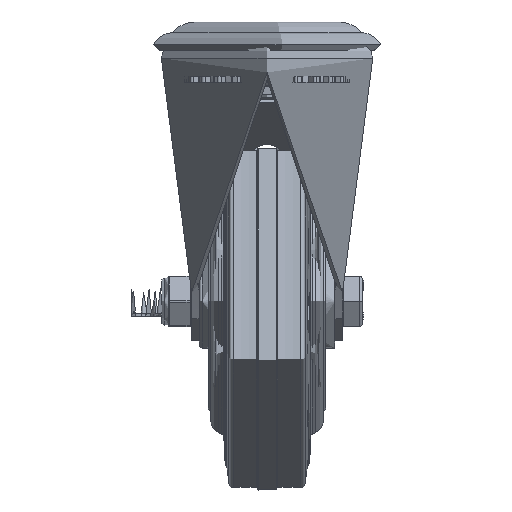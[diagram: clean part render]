
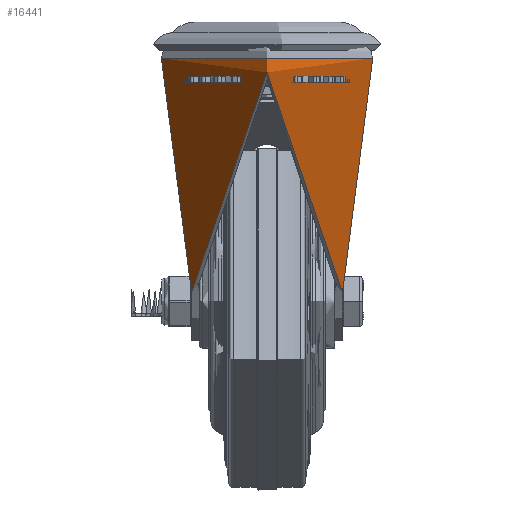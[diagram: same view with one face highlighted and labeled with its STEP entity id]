
A CAD part, left-side view. The second image highlights one B-rep face of the part: STEP entity #16441.
In plain terms, the highlighted cylindrical face has radius 35 mm (diameter 70 mm), a full revolution.
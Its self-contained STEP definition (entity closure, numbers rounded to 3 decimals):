
#450=B_SPLINE_CURVE_WITH_KNOTS('',3,(#24969,#24970,#24971,#24972,#24973,
#24974,#24975,#24976,#24977,#24978),.UNSPECIFIED.,.F.,.F.,(4,2,2,2,4),(-0.447,
-0.317,-0.188,-0.094,0.),
 .UNSPECIFIED.);
#451=B_SPLINE_CURVE_WITH_KNOTS('',3,(#24982,#24983,#24984,#24985,#24986,
#24987,#24988,#24989,#24990,#24991,#24992,#24993,#24994,#24995,#24996,#24997,
#24998,#24999,#25000,#25001,#25002,#25003,#25004,#25005,#25006,#25007,#25008,
#25009,#25010,#25011,#25012,#25013,#25014,#25015,#25016,#25017,#25018,#25019,
#25020,#25021,#25022,#25023,#25024,#25025,#25026,#25027,#25028,#25029,#25030,
#25031),.UNSPECIFIED.,.F.,.F.,(4,2,2,2,2,2,2,2,2,2,2,2,2,2,2,2,2,2,2,2,
2,2,2,2,4),(-24.922,-24.34,-23.155,-21.971,
-20.786,-19.761,-18.737,-17.712,
-16.688,-16.046,-15.403,-14.761,-14.119,
-13.477,-12.835,-12.192,-11.55,
-10.526,-9.501,-8.477,-7.452,
-6.268,-5.083,-3.898,-3.316),
 .UNSPECIFIED.);
#452=B_SPLINE_CURVE_WITH_KNOTS('',3,(#25034,#25035,#25036,#25037,#25038,
#25039,#25040,#25041,#25042,#25043),.UNSPECIFIED.,.F.,.F.,(4,2,2,2,4),(0.875,
0.969,1.063,1.192,1.321),
 .UNSPECIFIED.);
#1499=CYLINDRICAL_SURFACE('',#17846,35.);
#1982=LINE('',#24965,#3100);
#1983=LINE('',#24980,#3101);
#1984=LINE('',#25033,#3102);
#3100=VECTOR('',#20344,35.);
#3101=VECTOR('',#20347,1000.);
#3102=VECTOR('',#20348,1000.);
#4140=FACE_OUTER_BOUND('',#5153,.T.);
#5153=EDGE_LOOP('',(#12112,#12113,#12114,#12115,#12116,#12117,#12118,#12119,
#12120,#12121));
#6238=CIRCLE('',#17835,35.);
#6247=CIRCLE('',#17847,35.);
#6248=CIRCLE('',#17848,35.);
#7283=VERTEX_POINT('',#24944);
#7289=VERTEX_POINT('',#24962);
#7290=VERTEX_POINT('',#24963);
#7291=VERTEX_POINT('',#24966);
#7292=VERTEX_POINT('',#24968);
#7293=VERTEX_POINT('',#24979);
#7294=VERTEX_POINT('',#24981);
#7295=VERTEX_POINT('',#25032);
#9046=EDGE_CURVE('',#7283,#7283,#6238,.T.);
#9055=EDGE_CURVE('',#7289,#7290,#6247,.T.);
#9056=EDGE_CURVE('',#7290,#7283,#1982,.T.);
#9057=EDGE_CURVE('',#7290,#7291,#6248,.T.);
#9058=EDGE_CURVE('',#7292,#7291,#450,.F.);
#9059=EDGE_CURVE('',#7292,#7293,#1983,.T.);
#9060=EDGE_CURVE('',#7293,#7294,#451,.T.);
#9061=EDGE_CURVE('',#7294,#7295,#1984,.T.);
#9062=EDGE_CURVE('',#7289,#7295,#452,.F.);
#12112=ORIENTED_EDGE('',*,*,#9055,.T.);
#12113=ORIENTED_EDGE('',*,*,#9056,.T.);
#12114=ORIENTED_EDGE('',*,*,#9046,.F.);
#12115=ORIENTED_EDGE('',*,*,#9056,.F.);
#12116=ORIENTED_EDGE('',*,*,#9057,.T.);
#12117=ORIENTED_EDGE('',*,*,#9058,.F.);
#12118=ORIENTED_EDGE('',*,*,#9059,.T.);
#12119=ORIENTED_EDGE('',*,*,#9060,.T.);
#12120=ORIENTED_EDGE('',*,*,#9061,.T.);
#12121=ORIENTED_EDGE('',*,*,#9062,.F.);
#16441=ADVANCED_FACE('',(#4140),#1499,.T.);
#17835=AXIS2_PLACEMENT_3D('',#24945,#20318,#20319);
#17846=AXIS2_PLACEMENT_3D('',#24961,#20340,#20341);
#17847=AXIS2_PLACEMENT_3D('',#24964,#20342,#20343);
#17848=AXIS2_PLACEMENT_3D('',#24967,#20345,#20346);
#20318=DIRECTION('center_axis',(0.,0.,1.));
#20319=DIRECTION('ref_axis',(-1.,0.,0.));
#20340=DIRECTION('center_axis',(0.,0.,-1.));
#20341=DIRECTION('ref_axis',(-1.,0.,0.));
#20342=DIRECTION('center_axis',(0.,0.,1.));
#20343=DIRECTION('ref_axis',(-1.,0.,0.));
#20344=DIRECTION('',(0.,0.,1.));
#20345=DIRECTION('center_axis',(0.,0.,1.));
#20346=DIRECTION('ref_axis',(-1.,0.,0.));
#20347=DIRECTION('',(0.,0.,-1.));
#20348=DIRECTION('',(0.,0.,1.));
#24944=CARTESIAN_POINT('',(35.,0.,-2.5));
#24945=CARTESIAN_POINT('Origin',(0.,0.,-2.5));
#24961=CARTESIAN_POINT('Origin',(0.,0.,0.));
#24962=CARTESIAN_POINT('',(26.81,-22.5,-4.));
#24963=CARTESIAN_POINT('',(35.,0.,-4.));
#24964=CARTESIAN_POINT('Origin',(0.,0.,-4.));
#24965=CARTESIAN_POINT('',(35.,0.,0.));
#24966=CARTESIAN_POINT('',(26.81,22.5,-4.));
#24967=CARTESIAN_POINT('Origin',(0.,0.,-4.));
#24968=CARTESIAN_POINT('',(24.495,25.,-6.5));
#24969=CARTESIAN_POINT('Ctrl Pts',(26.81,22.5,-4.));
#24970=CARTESIAN_POINT('Ctrl Pts',(26.533,22.83,-4.));
#24971=CARTESIAN_POINT('Ctrl Pts',(26.227,23.18,-4.068));
#24972=CARTESIAN_POINT('Ctrl Pts',(25.638,23.83,-4.354));
#24973=CARTESIAN_POINT('Ctrl Pts',(25.354,24.13,-4.57));
#24974=CARTESIAN_POINT('Ctrl Pts',(24.951,24.546,-5.039));
#24975=CARTESIAN_POINT('Ctrl Pts',(24.788,24.71,-5.291));
#24976=CARTESIAN_POINT('Ctrl Pts',(24.559,24.937,-5.865));
#24977=CARTESIAN_POINT('Ctrl Pts',(24.495,25.,-6.186));
#24978=CARTESIAN_POINT('Ctrl Pts',(24.495,25.,-6.5));
#24979=CARTESIAN_POINT('',(24.495,25.,-80.081));
#24980=CARTESIAN_POINT('',(24.495,25.,-50.25));
#24981=CARTESIAN_POINT('',(24.495,-25.,-80.081));
#24982=CARTESIAN_POINT('Ctrl Pts',(24.495,25.,-80.081));
#24983=CARTESIAN_POINT('Ctrl Pts',(23.542,25.934,-78.591));
#24984=CARTESIAN_POINT('Ctrl Pts',(22.544,26.804,-77.054));
#24985=CARTESIAN_POINT('Ctrl Pts',(19.404,29.251,-72.287));
#24986=CARTESIAN_POINT('Ctrl Pts',(17.141,30.626,-68.953));
#24987=CARTESIAN_POINT('Ctrl Pts',(12.417,32.827,-62.222));
#24988=CARTESIAN_POINT('Ctrl Pts',(9.956,33.651,-58.825));
#24989=CARTESIAN_POINT('Ctrl Pts',(4.977,34.738,-52.171));
#24990=CARTESIAN_POINT('Ctrl Pts',(2.46,35.,-48.915));
#24991=CARTESIAN_POINT('Ctrl Pts',(-2.127,35.,-43.154));
#24992=CARTESIAN_POINT('Ctrl Pts',(-4.383,34.804,-40.391));
#24993=CARTESIAN_POINT('Ctrl Pts',(-9.,33.905,-34.89));
#24994=CARTESIAN_POINT('Ctrl Pts',(-11.361,33.201,-32.153));
#24995=CARTESIAN_POINT('Ctrl Pts',(-16.018,31.222,-26.892));
#24996=CARTESIAN_POINT('Ctrl Pts',(-18.315,29.946,-24.366));
#24997=CARTESIAN_POINT('Ctrl Pts',(-22.669,26.802,-19.686));
#24998=CARTESIAN_POINT('Ctrl Pts',(-24.725,24.934,-17.532));
#24999=CARTESIAN_POINT('Ctrl Pts',(-27.729,21.43,-14.44));
#25000=CARTESIAN_POINT('Ctrl Pts',(-28.866,19.893,-13.285));
#25001=CARTESIAN_POINT('Ctrl Pts',(-30.934,16.495,-11.205));
#25002=CARTESIAN_POINT('Ctrl Pts',(-31.865,14.633,-10.28));
#25003=CARTESIAN_POINT('Ctrl Pts',(-33.396,10.685,-8.769));
#25004=CARTESIAN_POINT('Ctrl Pts',(-33.998,8.593,-8.181));
#25005=CARTESIAN_POINT('Ctrl Pts',(-34.8,4.322,-7.399));
#25006=CARTESIAN_POINT('Ctrl Pts',(-35.,2.141,-7.205));
#25007=CARTESIAN_POINT('Ctrl Pts',(-35.,-2.141,-7.205));
#25008=CARTESIAN_POINT('Ctrl Pts',(-34.8,-4.322,
-7.399));
#25009=CARTESIAN_POINT('Ctrl Pts',(-33.998,-8.593,-8.181));
#25010=CARTESIAN_POINT('Ctrl Pts',(-33.396,-10.685,
-8.769));
#25011=CARTESIAN_POINT('Ctrl Pts',(-31.865,-14.633,-10.28));
#25012=CARTESIAN_POINT('Ctrl Pts',(-30.934,-16.495,
-11.205));
#25013=CARTESIAN_POINT('Ctrl Pts',(-28.866,-19.893,
-13.285));
#25014=CARTESIAN_POINT('Ctrl Pts',(-27.729,-21.43,
-14.44));
#25015=CARTESIAN_POINT('Ctrl Pts',(-24.725,-24.934,
-17.532));
#25016=CARTESIAN_POINT('Ctrl Pts',(-22.669,-26.802,
-19.686));
#25017=CARTESIAN_POINT('Ctrl Pts',(-18.315,-29.946,-24.366));
#25018=CARTESIAN_POINT('Ctrl Pts',(-16.018,-31.222,
-26.892));
#25019=CARTESIAN_POINT('Ctrl Pts',(-11.361,-33.201,
-32.153));
#25020=CARTESIAN_POINT('Ctrl Pts',(-9.,-33.905,
-34.89));
#25021=CARTESIAN_POINT('Ctrl Pts',(-4.383,-34.804,
-40.391));
#25022=CARTESIAN_POINT('Ctrl Pts',(-2.127,-35.,-43.154));
#25023=CARTESIAN_POINT('Ctrl Pts',(2.46,-35.,-48.915));
#25024=CARTESIAN_POINT('Ctrl Pts',(4.977,-34.738,-52.171));
#25025=CARTESIAN_POINT('Ctrl Pts',(9.956,-33.651,-58.825));
#25026=CARTESIAN_POINT('Ctrl Pts',(12.417,-32.827,-62.222));
#25027=CARTESIAN_POINT('Ctrl Pts',(17.141,-30.626,-68.953));
#25028=CARTESIAN_POINT('Ctrl Pts',(19.404,-29.251,-72.287));
#25029=CARTESIAN_POINT('Ctrl Pts',(22.544,-26.804,-77.054));
#25030=CARTESIAN_POINT('Ctrl Pts',(23.542,-25.934,-78.591));
#25031=CARTESIAN_POINT('Ctrl Pts',(24.495,-25.,-80.081));
#25032=CARTESIAN_POINT('',(24.495,-25.,-6.5));
#25033=CARTESIAN_POINT('',(24.495,-25.,-50.25));
#25034=CARTESIAN_POINT('Ctrl Pts',(24.495,-25.,-6.5));
#25035=CARTESIAN_POINT('Ctrl Pts',(24.495,-25.,-6.186));
#25036=CARTESIAN_POINT('Ctrl Pts',(24.559,-24.937,-5.865));
#25037=CARTESIAN_POINT('Ctrl Pts',(24.788,-24.71,-5.291));
#25038=CARTESIAN_POINT('Ctrl Pts',(24.951,-24.546,-5.039));
#25039=CARTESIAN_POINT('Ctrl Pts',(25.354,-24.13,-4.57));
#25040=CARTESIAN_POINT('Ctrl Pts',(25.638,-23.83,-4.354));
#25041=CARTESIAN_POINT('Ctrl Pts',(26.227,-23.18,-4.068));
#25042=CARTESIAN_POINT('Ctrl Pts',(26.533,-22.83,-4.));
#25043=CARTESIAN_POINT('Ctrl Pts',(26.81,-22.5,-4.));
